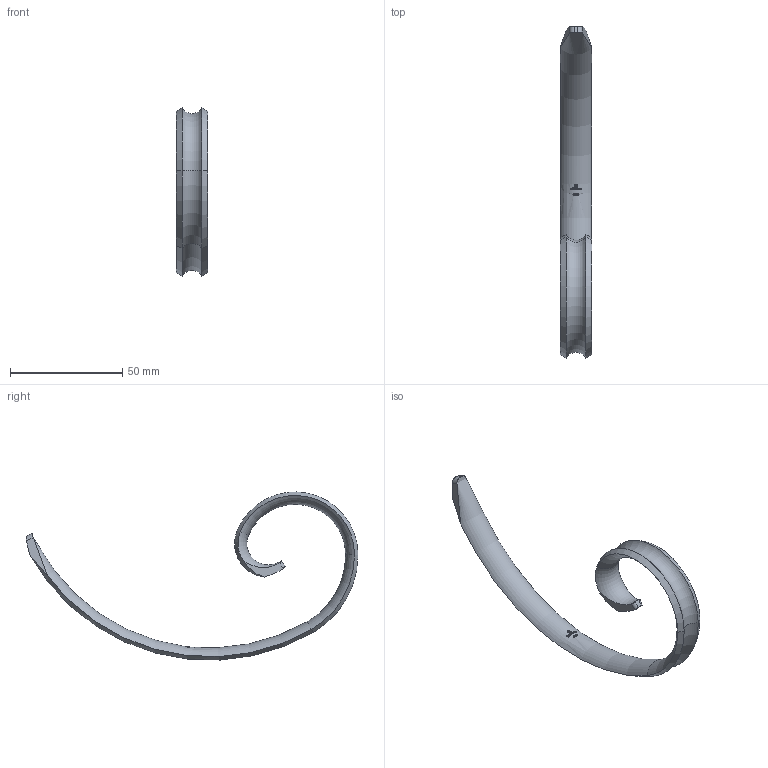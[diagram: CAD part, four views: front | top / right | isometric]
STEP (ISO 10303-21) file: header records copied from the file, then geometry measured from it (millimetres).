
FILE_DESCRIPTION (( 'STEP AP203' ), '1' );
FILE_NAME ('5520.STEP', '2022-08-02T12:14:50', ( '' ), ( '' ), 'SwSTEP 2.0', 'SolidWorks 2018', '' );
FILE_SCHEMA (( 'CONFIG_CONTROL_DESIGN' ));
Length unit declared in the file: millimetre
Products named in the file (1): 5520
Bounding box: 14 x 147.9 x 74.87 mm (x, y, z)
Volume: 11382.2 mm3; surface area: 9436 mm2
Topology: 1 solids, 1 shells, 236 faces, 639 edges, 422 vertices
Faces by surface type: plane 100, bspline 99, torus 25, cone 8, cylinder 4
Entity records: 11424 total; most frequent: CARTESIAN_POINT 6221, ORIENTED_EDGE 1278, DIRECTION 711, EDGE_CURVE 639, VERTEX_POINT 422, B_SPLINE_CURVE_WITH_KNOTS 314, EDGE_LOOP 253, AXIS2_PLACEMENT_3D 252
